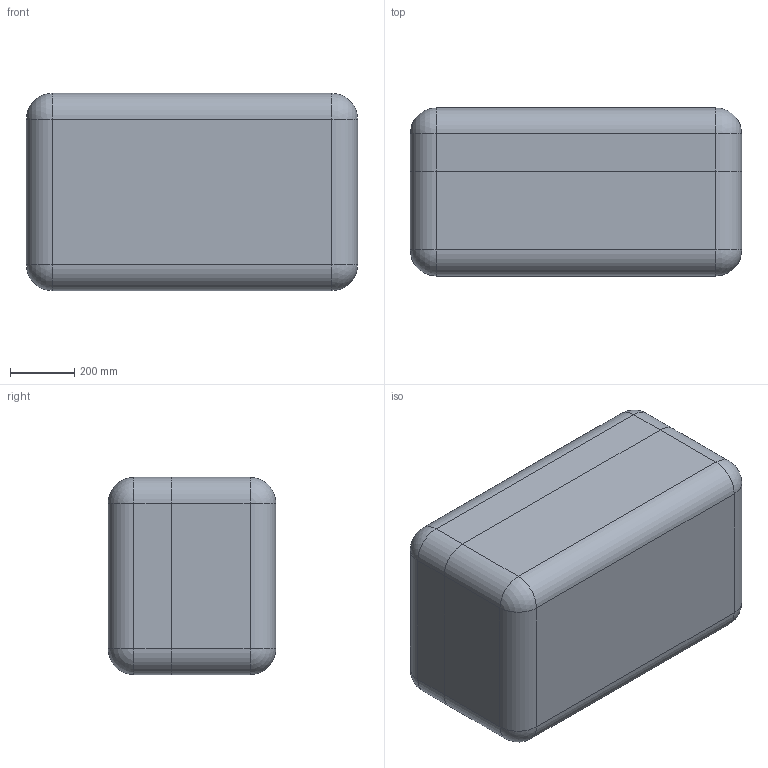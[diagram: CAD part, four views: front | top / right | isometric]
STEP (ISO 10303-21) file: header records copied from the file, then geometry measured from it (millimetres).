
FILE_DESCRIPTION (( 'STEP AP214' ), '1' );
FILE_NAME ('Òðàíñïîðòíûé êîíòåéíåð ÀÄÌÈÐÀË®ÏÐÎÔÅÑÑÈÎÍÀËÜÍÛÅ 187_óïðîùåííàÿ 3D-ìîäåëü.STEP', '2025-09-03T07:41:19', ( '' ), ( '' ), 'SwSTEP 2.0', 'SolidWorks 2021', '' );
FILE_SCHEMA (( 'AUTOMOTIVE_DESIGN' ));
Length unit declared in the file: millimetre
Products named in the file (3): LID_187_rev2 (óïð); Òðàíñïîðòíûé êîíòåéíåð ÀÄÌÈÐÀË®ÏÐÎÔÅÑÑÈÎÍÀËÜÍÛÅ 187_óïðîùåííàÿ 3D-ìîäåëü; BASE_187W (óïð)
Assembly tree (2 placements, depth 2):
  Òðàíñïîðòíûé êîíòåéíåð ÀÄÌÈÐÀË®ÏÐÎÔÅÑÑÈÎÍÀËÜÍÛÅ 187_óïðîùåííàÿ 3D-ìîäåëü
    BASE_187W (óïð)
    LID_187_rev2 (óïð)
Bounding box: 1027.26 x 520.23 x 611.77 mm (x, y, z)
Volume: 129587959.9 mm3; surface area: 6142169.6 mm2
Topology: 2 solids, 2 shells, 2002 faces, 4909 edges, 2813 vertices
Faces by surface type: cylinder 755, bspline 515, plane 402, torus 246, sphere 52, cone 32
Entity records: 83182 total; most frequent: CARTESIAN_POINT 40009, ORIENTED_EDGE 9598, DIRECTION 8512, EDGE_CURVE 4799, AXIS2_PLACEMENT_3D 3345, VERTEX_POINT 2813, EDGE_LOOP 2018, ADVANCED_FACE 2002
